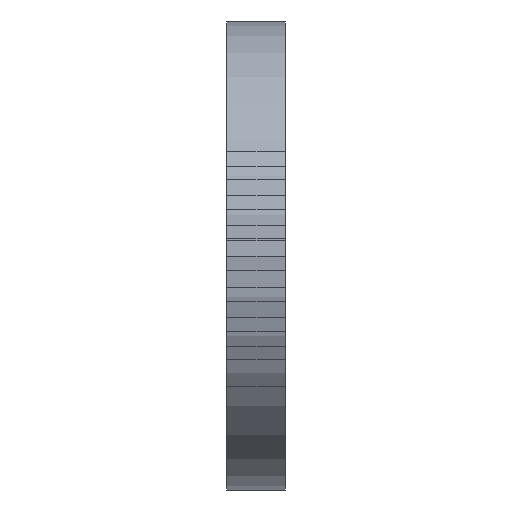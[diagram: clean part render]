
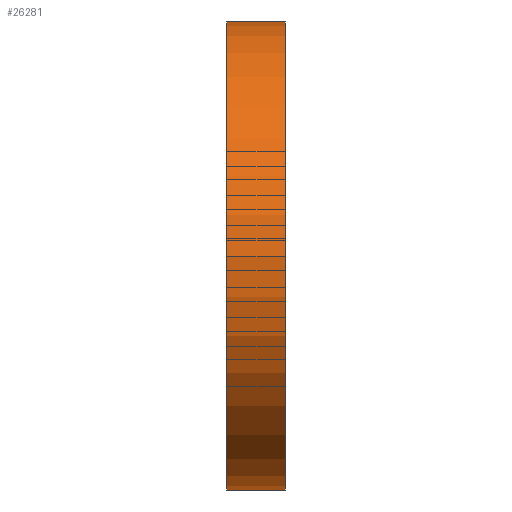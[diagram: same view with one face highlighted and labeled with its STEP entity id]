
A CAD part, left-side view. The second image highlights one B-rep face of the part: STEP entity #26281.
In plain terms, the highlighted cylindrical face has radius 38.1 mm (diameter 76.2 mm), a partial arc.
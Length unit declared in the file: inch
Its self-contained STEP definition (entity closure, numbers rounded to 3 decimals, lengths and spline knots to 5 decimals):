
#909 = EDGE_LOOP ( 'NONE', ( #17556, #4178, #21578, #16276 ) ) ;
#1269 = VERTEX_POINT ( 'NONE', #9258 ) ;
#2742 = EDGE_CURVE ( 'NONE', #28369, #33879, #32007, .T. ) ;
#4050 = DIRECTION ( 'NONE',  ( 0., -1., 0. ) ) ;
#4178 = ORIENTED_EDGE ( 'NONE', *, *, #26291, .F. ) ;
#5397 = CYLINDRICAL_SURFACE ( 'NONE', #19062, 1.5 ) ;
#5620 = DIRECTION ( 'NONE',  ( 0., 1., 0. ) ) ;
#6812 = CARTESIAN_POINT ( 'NONE',  ( -4.05006, 0.375, -1.5 ) ) ;
#7082 = LINE ( 'NONE', #21556, #19048 ) ;
#7970 = DIRECTION ( 'NONE',  ( 0., -1., 0. ) ) ;
#8772 = AXIS2_PLACEMENT_3D ( 'NONE', #14582, #33636, #17333 ) ;
#9258 = CARTESIAN_POINT ( 'NONE',  ( -4.05006, 0., -1.5 ) ) ;
#10584 = DIRECTION ( 'NONE',  ( 0., 0., -1. ) ) ;
#11389 = LINE ( 'NONE', #6812, #26755 ) ;
#13178 = EDGE_CURVE ( 'NONE', #28369, #1269, #11389, .T. ) ;
#13729 = AXIS2_PLACEMENT_3D ( 'NONE', #21950, #5620, #24688 ) ;
#14582 = CARTESIAN_POINT ( 'NONE',  ( -4.05006, 0.375, 0. ) ) ;
#16276 = ORIENTED_EDGE ( 'NONE', *, *, #13178, .T. ) ;
#17333 = DIRECTION ( 'NONE',  ( 0., 0., 1. ) ) ;
#17556 = ORIENTED_EDGE ( 'NONE', *, *, #32341, .T. ) ;
#18632 = CIRCLE ( 'NONE', #13729, 1.5 ) ;
#18692 = CARTESIAN_POINT ( 'NONE',  ( -4.05006, 0., 1.5 ) ) ;
#18704 = CARTESIAN_POINT ( 'NONE',  ( -4.05006, 0.375, 0. ) ) ;
#19048 = VECTOR ( 'NONE', #7970, 39.37008 ) ;
#19062 = AXIS2_PLACEMENT_3D ( 'NONE', #18704, #26951, #10584 ) ;
#19902 = FACE_OUTER_BOUND ( 'NONE', #909, .T. ) ;
#21556 = CARTESIAN_POINT ( 'NONE',  ( -4.05006, 0.375, 1.5 ) ) ;
#21578 = ORIENTED_EDGE ( 'NONE', *, *, #2742, .F. ) ;
#21950 = CARTESIAN_POINT ( 'NONE',  ( -4.05006, 0., 0. ) ) ;
#24688 = DIRECTION ( 'NONE',  ( 0., 0., 1. ) ) ;
#26281 = ADVANCED_FACE ( 'NONE', ( #19902 ), #5397, .T. ) ;
#26291 = EDGE_CURVE ( 'NONE', #33879, #32788, #7082, .T. ) ;
#26755 = VECTOR ( 'NONE', #4050, 39.37008 ) ;
#26951 = DIRECTION ( 'NONE',  ( 0., -1., 0. ) ) ;
#26991 = CARTESIAN_POINT ( 'NONE',  ( -4.05006, 0.375, 1.5 ) ) ;
#28369 = VERTEX_POINT ( 'NONE', #32008 ) ;
#32007 = CIRCLE ( 'NONE', #8772, 1.5 ) ;
#32008 = CARTESIAN_POINT ( 'NONE',  ( -4.05006, 0.375, -1.5 ) ) ;
#32341 = EDGE_CURVE ( 'NONE', #1269, #32788, #18632, .T. ) ;
#32788 = VERTEX_POINT ( 'NONE', #18692 ) ;
#33636 = DIRECTION ( 'NONE',  ( 0., 1., 0. ) ) ;
#33879 = VERTEX_POINT ( 'NONE', #26991 ) ;
